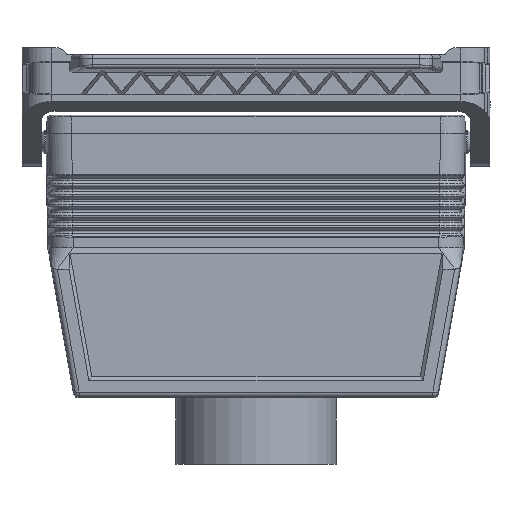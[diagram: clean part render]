
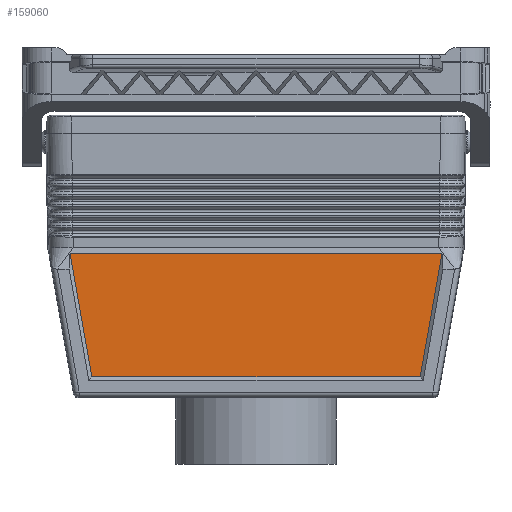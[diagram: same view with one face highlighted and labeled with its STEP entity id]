
A CAD part, front view. The second image highlights one B-rep face of the part: STEP entity #159060.
In plain terms, the highlighted face is planar.
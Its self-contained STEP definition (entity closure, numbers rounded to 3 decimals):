
#114100=CARTESIAN_POINT('',(417.083,77.426,
70.233));
#114110=VERTEX_POINT('',#114100);
#114260=CARTESIAN_POINT('',(417.083,83.656,
34.87));
#114270=VERTEX_POINT('',#114260);
#114300=CARTESIAN_POINT('',(417.083,87.644,
12.233));
#114310=DIRECTION('',(0.,0.174,
-0.985));
#114320=VECTOR('',#114310,1.);
#114330=LINE('',#114300,#114320);
#114340=EDGE_CURVE('',#114110,#114270,#114330,.T.);
#153480=CARTESIAN_POINT('',(417.083,-22.843,
34.87));
#153490=VERTEX_POINT('',#153480);
#153520=CARTESIAN_POINT('',(417.083,44.373,
34.87));
#153530=DIRECTION('',(0.,1.,0.));
#153540=VECTOR('',#153530,1.);
#153550=LINE('',#153520,#153540);
#153560=EDGE_CURVE('',#153490,#114270,#153550,.T.);
#158830=CARTESIAN_POINT('',(417.083,-12.317,
48.893));
#158840=DIRECTION('',(1.,0.,0.));
#158850=DIRECTION('',(0.,1.,0.));
#158860=AXIS2_PLACEMENT_3D('',#158830,#158840,#158850);
#158870=PLANE('',#158860);
#158880=CARTESIAN_POINT('',(417.083,-26.831,
12.233));
#158890=DIRECTION('',(0.,-0.174,
-0.985));
#158900=VECTOR('',#158890,1.);
#158910=LINE('',#158880,#158900);
#158920=CARTESIAN_POINT('',(417.083,-16.613,
70.233));
#158930=VERTEX_POINT('',#158920);
#158940=EDGE_CURVE('',#158930,#153490,#158910,.T.);
#158950=ORIENTED_EDGE('',*,*,#158940,.T.);
#158960=CARTESIAN_POINT('',(417.083,44.373,
70.233));
#158970=DIRECTION('',(0.,-1.,0.));
#158980=VECTOR('',#158970,1.);
#158990=LINE('',#158960,#158980);
#159000=EDGE_CURVE('',#114110,#158930,#158990,.T.);
#159010=ORIENTED_EDGE('',*,*,#159000,.T.);
#159020=ORIENTED_EDGE('',*,*,#114340,.F.);
#159030=ORIENTED_EDGE('',*,*,#153560,.T.);
#159040=EDGE_LOOP('',(#159030,#159020,#159010,#158950));
#159050=FACE_OUTER_BOUND('',#159040,.T.);
#159060=ADVANCED_FACE('',(#159050),#158870,.T.);
